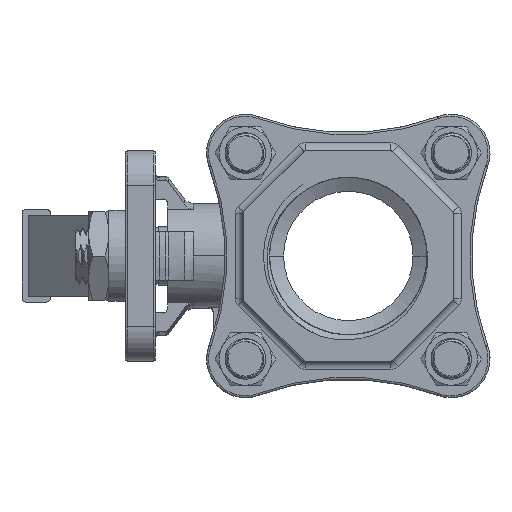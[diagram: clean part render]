
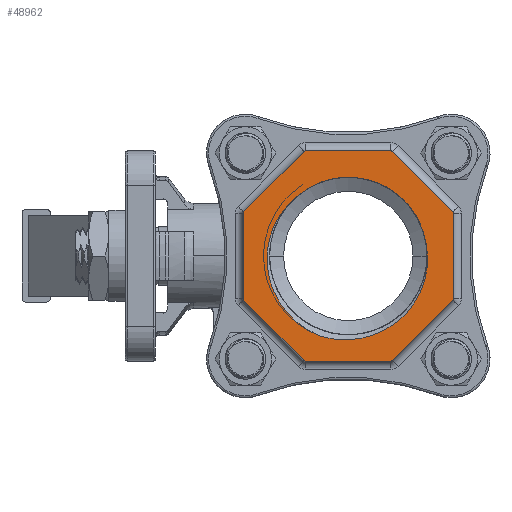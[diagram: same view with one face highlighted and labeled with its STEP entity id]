
A CAD part, left-side view. The second image highlights one B-rep face of the part: STEP entity #48962.
In plain terms, the highlighted planar face has unit normal (-1, 0, 0).
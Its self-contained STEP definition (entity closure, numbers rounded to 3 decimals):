
#45783=CARTESIAN_POINT('',(-22.,7.089,-19.72));
#45784=CARTESIAN_POINT('',(-22.,7.913,-19.392));
#45785=CARTESIAN_POINT('',(-22.,9.5,-18.64));
#45786=CARTESIAN_POINT('',(-22.,11.714,-17.227));
#45787=CARTESIAN_POINT('',(-22.,13.728,-15.554));
#45788=CARTESIAN_POINT('',(-22.,15.583,-13.565));
#45789=CARTESIAN_POINT('',(-22.,17.281,-11.166));
#45790=CARTESIAN_POINT('',(-22.,18.737,-8.259));
#45791=CARTESIAN_POINT('',(-22.,19.728,-5.035));
#45792=CARTESIAN_POINT('',(-22.,20.165,-1.766));
#45793=CARTESIAN_POINT('',(-22.,20.074,1.466));
#45794=CARTESIAN_POINT('',(-22.,19.478,4.608));
#45795=CARTESIAN_POINT('',(-22.,18.377,7.642));
#45796=CARTESIAN_POINT('',(-22.,16.814,10.435));
#45797=CARTESIAN_POINT('',(-22.,14.822,12.937));
#45798=CARTESIAN_POINT('',(-22.,13.265,14.351));
#45799=CARTESIAN_POINT('',(-22.,12.424,14.998));
#45801=CARTESIAN_POINT('',(-22.,-19.129,3.655));
#45802=CARTESIAN_POINT('',(-22.,-19.353,2.676));
#45803=CARTESIAN_POINT('',(-22.,-19.645,0.711));
#45804=CARTESIAN_POINT('',(-22.,-19.633,-2.278));
#45805=CARTESIAN_POINT('',(-22.,-19.171,-5.22));
#45806=CARTESIAN_POINT('',(-22.,-18.27,-8.08));
#45807=CARTESIAN_POINT('',(-22.,-16.932,-10.799));
#45808=CARTESIAN_POINT('',(-22.,-15.205,-13.281));
#45809=CARTESIAN_POINT('',(-22.,-13.108,-15.495));
#45810=CARTESIAN_POINT('',(-22.,-10.695,-17.372));
#45811=CARTESIAN_POINT('',(-22.,-8.033,-18.868));
#45812=CARTESIAN_POINT('',(-22.,-5.137,-19.962));
#45813=CARTESIAN_POINT('',(-22.,-2.131,-20.607));
#45814=CARTESIAN_POINT('',(-22.,0.974,-20.801));
#45815=CARTESIAN_POINT('',(-22.,4.084,-20.525));
#45816=CARTESIAN_POINT('',(-22.,6.094,-20.04));
#45817=CARTESIAN_POINT('',(-22.,7.089,-19.72));
#45819=CARTESIAN_POINT('',(-22.,0.,0.));
#45820=DIRECTION('',(-1.,0.,0.));
#45821=DIRECTION('',(0.,-0.982,0.188));
#45822=AXIS2_PLACEMENT_3D('',#45819,#45820,#45821);
#45824=CARTESIAN_POINT('',(-22.,10.562,-25.5));
#45825=DIRECTION('',(-1.,0.,0.));
#45826=DIRECTION('',(0.,0.707,-0.707));
#45827=AXIS2_PLACEMENT_3D('',#45824,#45825,#45826);
#45829=DIRECTION('',(0.,0.707,0.707));
#45830=VECTOR('',#45829,21.125);
#45831=CARTESIAN_POINT('',(-22.,10.916,-25.854));
#45832=LINE('',#45831,#45830);
#45833=CARTESIAN_POINT('',(-22.,25.5,-10.562));
#45834=DIRECTION('',(-1.,0.,0.));
#45835=DIRECTION('',(0.,1.,0.));
#45836=AXIS2_PLACEMENT_3D('',#45833,#45834,#45835);
#45838=DIRECTION('',(0.,0.,1.));
#45839=VECTOR('',#45838,21.125);
#45840=CARTESIAN_POINT('',(-22.,26.,-10.562));
#45841=LINE('',#45840,#45839);
#45842=CARTESIAN_POINT('',(-22.,25.5,10.562));
#45843=DIRECTION('',(-1.,0.,0.));
#45844=DIRECTION('',(0.,0.707,0.707));
#45845=AXIS2_PLACEMENT_3D('',#45842,#45843,#45844);
#45847=DIRECTION('',(0.,-0.707,0.707));
#45848=VECTOR('',#45847,21.125);
#45849=CARTESIAN_POINT('',(-22.,25.854,10.916));
#45850=LINE('',#45849,#45848);
#45851=CARTESIAN_POINT('',(-22.,10.562,25.5));
#45852=DIRECTION('',(-1.,0.,0.));
#45853=DIRECTION('',(0.,0.,1.));
#45854=AXIS2_PLACEMENT_3D('',#45851,#45852,#45853);
#45856=DIRECTION('',(0.,-1.,0.));
#45857=VECTOR('',#45856,21.125);
#45858=CARTESIAN_POINT('',(-22.,10.562,26.));
#45859=LINE('',#45858,#45857);
#45860=CARTESIAN_POINT('',(-22.,-10.562,25.5));
#45861=DIRECTION('',(-1.,0.,0.));
#45862=DIRECTION('',(0.,-0.707,0.707));
#45863=AXIS2_PLACEMENT_3D('',#45860,#45861,#45862);
#45865=DIRECTION('',(0.,-0.707,-0.707));
#45866=VECTOR('',#45865,21.125);
#45867=CARTESIAN_POINT('',(-22.,-10.916,25.854));
#45868=LINE('',#45867,#45866);
#45869=CARTESIAN_POINT('',(-22.,-25.5,10.562));
#45870=DIRECTION('',(-1.,0.,0.));
#45871=DIRECTION('',(0.,-1.,0.));
#45872=AXIS2_PLACEMENT_3D('',#45869,#45870,#45871);
#45874=DIRECTION('',(0.,0.,-1.));
#45875=VECTOR('',#45874,21.125);
#45876=CARTESIAN_POINT('',(-22.,-26.,10.562));
#45877=LINE('',#45876,#45875);
#45878=CARTESIAN_POINT('',(-22.,-25.5,-10.562));
#45879=DIRECTION('',(-1.,0.,0.));
#45880=DIRECTION('',(0.,-0.707,-0.707));
#45881=AXIS2_PLACEMENT_3D('',#45878,#45879,#45880);
#45883=DIRECTION('',(0.,0.707,-0.707));
#45884=VECTOR('',#45883,21.125);
#45885=CARTESIAN_POINT('',(-22.,-25.854,-10.916));
#45886=LINE('',#45885,#45884);
#45887=CARTESIAN_POINT('',(-22.,-10.562,-25.5));
#45888=DIRECTION('',(-1.,0.,0.));
#45889=DIRECTION('',(0.,0.,-1.));
#45890=AXIS2_PLACEMENT_3D('',#45887,#45888,#45889);
#45892=DIRECTION('',(0.,1.,0.));
#45893=VECTOR('',#45892,21.125);
#45894=CARTESIAN_POINT('',(-22.,-10.562,-26.));
#45895=LINE('',#45894,#45893);
#47029=VERTEX_POINT('',#45783);
#47030=VERTEX_POINT('',#45799);
#47031=VERTEX_POINT('',#45801);
#47230=CARTESIAN_POINT('',(-22.,10.916,-25.854));
#47231=CARTESIAN_POINT('',(-22.,10.562,-26.));
#47232=VERTEX_POINT('',#47230);
#47233=VERTEX_POINT('',#47231);
#47234=CARTESIAN_POINT('',(-22.,26.,-10.562));
#47235=CARTESIAN_POINT('',(-22.,25.854,-10.916));
#47236=VERTEX_POINT('',#47234);
#47237=VERTEX_POINT('',#47235);
#47238=CARTESIAN_POINT('',(-22.,25.854,10.916));
#47239=CARTESIAN_POINT('',(-22.,26.,10.562));
#47240=VERTEX_POINT('',#47238);
#47241=VERTEX_POINT('',#47239);
#47242=CARTESIAN_POINT('',(-22.,-10.562,-26.));
#47243=CARTESIAN_POINT('',(-22.,-10.916,-25.854));
#47244=VERTEX_POINT('',#47242);
#47245=VERTEX_POINT('',#47243);
#47246=CARTESIAN_POINT('',(-22.,10.562,26.));
#47247=CARTESIAN_POINT('',(-22.,10.916,25.854));
#47248=VERTEX_POINT('',#47246);
#47249=VERTEX_POINT('',#47247);
#47250=CARTESIAN_POINT('',(-22.,-10.916,25.854));
#47251=CARTESIAN_POINT('',(-22.,-10.562,26.));
#47252=VERTEX_POINT('',#47250);
#47253=VERTEX_POINT('',#47251);
#47254=CARTESIAN_POINT('',(-22.,-26.,10.562));
#47255=CARTESIAN_POINT('',(-22.,-25.854,10.916));
#47256=VERTEX_POINT('',#47254);
#47257=VERTEX_POINT('',#47255);
#47258=CARTESIAN_POINT('',(-22.,-25.854,-10.916));
#47259=CARTESIAN_POINT('',(-22.,-26.,-10.562));
#47260=VERTEX_POINT('',#47258);
#47261=VERTEX_POINT('',#47259);
#48917=CARTESIAN_POINT('',(-22.,0.,0.));
#48918=DIRECTION('',(1.,0.,0.));
#48919=DIRECTION('',(0.,0.,-1.));
#48920=AXIS2_PLACEMENT_3D('',#48917,#48918,#48919);
#48921=PLANE('',#48920);
#48923=ORIENTED_EDGE('',*,*,#48922,.F.);
#48925=ORIENTED_EDGE('',*,*,#48924,.T.);
#48927=ORIENTED_EDGE('',*,*,#48926,.F.);
#48929=ORIENTED_EDGE('',*,*,#48928,.T.);
#48931=ORIENTED_EDGE('',*,*,#48930,.F.);
#48933=ORIENTED_EDGE('',*,*,#48932,.T.);
#48935=ORIENTED_EDGE('',*,*,#48934,.F.);
#48937=ORIENTED_EDGE('',*,*,#48936,.T.);
#48939=ORIENTED_EDGE('',*,*,#48938,.F.);
#48941=ORIENTED_EDGE('',*,*,#48940,.T.);
#48943=ORIENTED_EDGE('',*,*,#48942,.F.);
#48945=ORIENTED_EDGE('',*,*,#48944,.T.);
#48947=ORIENTED_EDGE('',*,*,#48946,.F.);
#48949=ORIENTED_EDGE('',*,*,#48948,.T.);
#48951=ORIENTED_EDGE('',*,*,#48950,.F.);
#48953=ORIENTED_EDGE('',*,*,#48952,.T.);
#48954=EDGE_LOOP('',(#48923,#48925,#48927,#48929,#48931,#48933,#48935,#48937,
#48939,#48941,#48943,#48945,#48947,#48949,#48951,#48953));
#48955=FACE_OUTER_BOUND('',#48954,.F.);
#48956=ORIENTED_EDGE('',*,*,#48904,.F.);
#48958=ORIENTED_EDGE('',*,*,#48957,.F.);
#48959=ORIENTED_EDGE('',*,*,#48599,.T.);
#48960=EDGE_LOOP('',(#48956,#48958,#48959));
#48961=FACE_BOUND('',#48960,.F.);
#45800=B_SPLINE_CURVE_WITH_KNOTS('',3,(#45783,#45784,#45785,#45786,#45787,
#45788,#45789,#45790,#45791,#45792,#45793,#45794,#45795,#45796,#45797,#45798,
#45799),.UNSPECIFIED.,.F.,.F.,(4,1,1,1,1,1,1,1,1,1,1,1,1,1,4),(0.,
0.071,0.143,0.214,0.286,
0.357,0.429,0.5,0.571,0.643,
0.714,0.786,0.857,0.929,1.),
.UNSPECIFIED.);
#45818=B_SPLINE_CURVE_WITH_KNOTS('',3,(#45801,#45802,#45803,#45804,#45805,
#45806,#45807,#45808,#45809,#45810,#45811,#45812,#45813,#45814,#45815,#45816,
#45817),.UNSPECIFIED.,.F.,.F.,(4,1,1,1,1,1,1,1,1,1,1,1,1,1,4),(0.,
0.071,0.143,0.214,0.286,
0.357,0.429,0.5,0.571,0.643,
0.714,0.786,0.857,0.929,1.),
.UNSPECIFIED.);
#45823=CIRCLE('',#45822,19.475);
#45828=CIRCLE('',#45827,0.5);
#45837=CIRCLE('',#45836,0.5);
#45846=CIRCLE('',#45845,0.5);
#45855=CIRCLE('',#45854,0.5);
#45864=CIRCLE('',#45863,0.5);
#45873=CIRCLE('',#45872,0.5);
#45882=CIRCLE('',#45881,0.5);
#45891=CIRCLE('',#45890,0.5);
#48599=EDGE_CURVE('',#47031,#47030,#45823,.T.);
#48904=EDGE_CURVE('',#47029,#47030,#45800,.T.);
#48922=EDGE_CURVE('',#47232,#47233,#45828,.T.);
#48924=EDGE_CURVE('',#47232,#47237,#45832,.T.);
#48926=EDGE_CURVE('',#47236,#47237,#45837,.T.);
#48928=EDGE_CURVE('',#47236,#47241,#45841,.T.);
#48930=EDGE_CURVE('',#47240,#47241,#45846,.T.);
#48932=EDGE_CURVE('',#47240,#47249,#45850,.T.);
#48934=EDGE_CURVE('',#47248,#47249,#45855,.T.);
#48936=EDGE_CURVE('',#47248,#47253,#45859,.T.);
#48938=EDGE_CURVE('',#47252,#47253,#45864,.T.);
#48940=EDGE_CURVE('',#47252,#47257,#45868,.T.);
#48942=EDGE_CURVE('',#47256,#47257,#45873,.T.);
#48944=EDGE_CURVE('',#47256,#47261,#45877,.T.);
#48946=EDGE_CURVE('',#47260,#47261,#45882,.T.);
#48948=EDGE_CURVE('',#47260,#47245,#45886,.T.);
#48950=EDGE_CURVE('',#47244,#47245,#45891,.T.);
#48952=EDGE_CURVE('',#47244,#47233,#45895,.T.);
#48957=EDGE_CURVE('',#47031,#47029,#45818,.T.);
#48962=ADVANCED_FACE('',(#48955,#48961),#48921,.F.);
